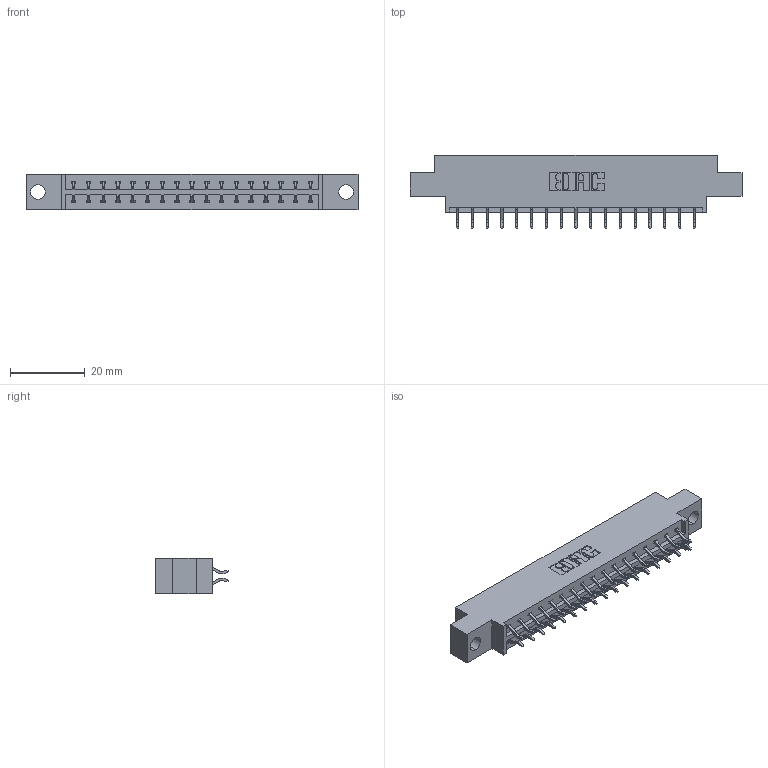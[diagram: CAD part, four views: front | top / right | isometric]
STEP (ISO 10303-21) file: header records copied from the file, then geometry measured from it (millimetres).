
FILE_DESCRIPTION (( 'STEP AP203' ), '1' );
FILE_NAME ('333-034-556-804.STEP', '2018-08-02T22:51:35', ( '' ), ( '' ), 'SwSTEP 2.0', 'SolidWorks 2016', '' );
FILE_SCHEMA (( 'CONFIG_CONTROL_DESIGN' ));
Length unit declared in the file: inch
Products named in the file (3): 333 Part_Offset - .156 Dia - TH; 345-292-001_556 Tail; 333-034-556-804
Assembly tree (35 placements, depth 2):
  333-034-556-804
    333 Part_Offset - .156 Dia - TH
    345-292-001_556 Tail  x34
Bounding box: 88.9 x 19.57 x 9.4 mm (x, y, z)
Volume: 8525.4 mm3; surface area: 9797.2 mm2
Topology: 35 solids, 35 shells, 2090 faces, 6205 edges, 4090 vertices
Faces by surface type: plane 1434, cylinder 656
Entity records: 14525 total; most frequent: CARTESIAN_POINT 2454, ORIENTED_EDGE 2378, DIRECTION 2129, EDGE_CURVE 1189, VECTOR 1053, LINE 1053, VERTEX_POINT 790, AXIS2_PLACEMENT_3D 538
